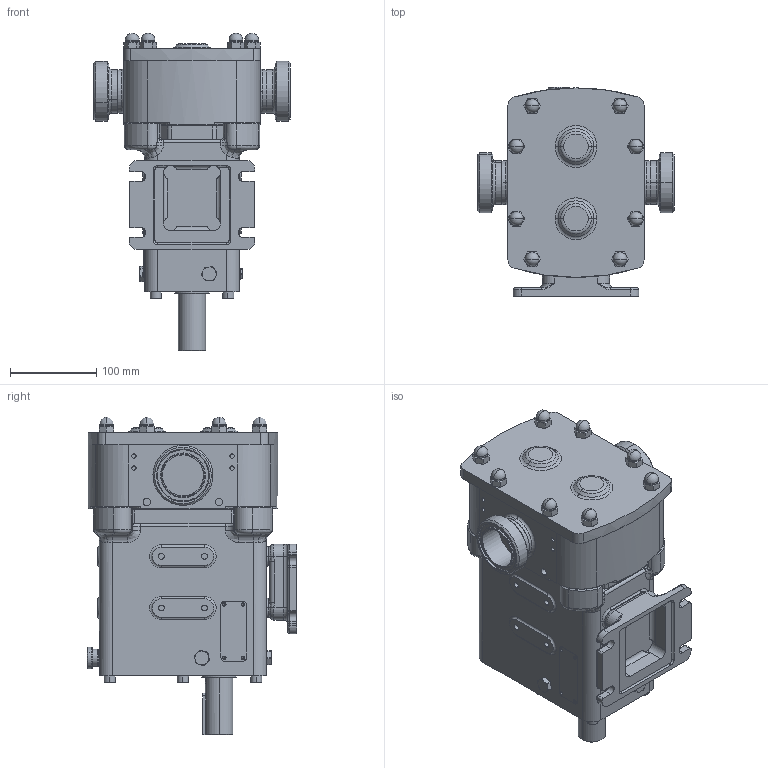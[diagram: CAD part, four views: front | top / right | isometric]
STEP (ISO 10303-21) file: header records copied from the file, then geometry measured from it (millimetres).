
FILE_DESCRIPTION (( 'STEP AP214' ), '1' );
FILE_NAME ('GA4307.STEP', '2024-11-06T21:37:24', ( '' ), ( '' ), 'SwSTEP 2.0', 'SolidWorks 2023', '' );
FILE_SCHEMA (( 'AUTOMOTIVE_DESIGN' ));
Length unit declared in the file: millimetre
Products named in the file (3): Copy of R0400 CPP H BSD^GA4307; GA4307; Copy of Z94-5101-33 - 2 INCH SMS681^GA4307
Assembly tree (3 placements, depth 2):
  GA4307
    Copy of R0400 CPP H BSD^GA4307
    Copy of Z94-5101-33 - 2 INCH SMS681^GA4307  x2
Bounding box: 228 x 243 x 368.7 mm (x, y, z)
Volume: 7389559.8 mm3; surface area: 384763.7 mm2
Topology: 3 solids, 3 shells, 968 faces, 2324 edges, 1380 vertices
Faces by surface type: cylinder 305, plane 296, cone 165, torus 124, bspline 54, sphere 24
Entity records: 29974 total; most frequent: CARTESIAN_POINT 8473, DIRECTION 4694, ORIENTED_EDGE 4384, EDGE_CURVE 2192, AXIS2_PLACEMENT_3D 1915, VERTEX_POINT 1328, CIRCLE 1026, EDGE_LOOP 1018
